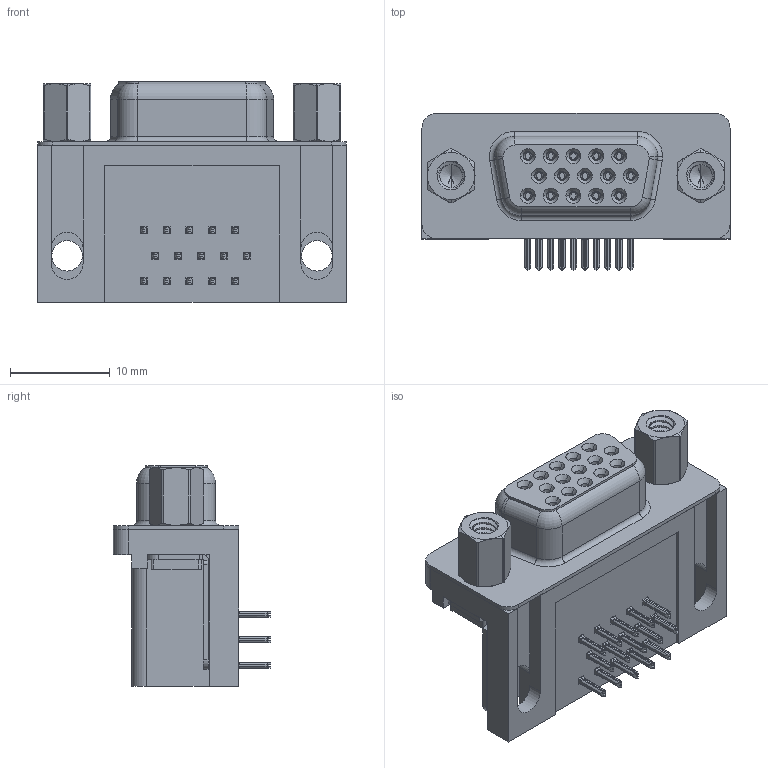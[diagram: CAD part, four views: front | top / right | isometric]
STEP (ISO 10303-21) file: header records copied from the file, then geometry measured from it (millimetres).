
FILE_DESCRIPTION (( 'STEP AP203' ), '1' );
FILE_NAME ('634-015-263-513.STEP', '2018-08-17T19:23:05', ( '' ), ( '' ), 'SwSTEP 2.0', 'SolidWorks 2016', '' );
FILE_SCHEMA (( 'CONFIG_CONTROL_DESIGN' ));
Length unit declared in the file: millimetre
Products named in the file (9): 634 Shell; Contact Bottom; Contact Middle; Contact Top; Thru Hole Board Mount; 4-40 Threaded Rivet; 4-40 Hex Standoff; 634-015-263-513; 634 Housing
Assembly tree (23 placements, depth 2):
  634-015-263-513
    634 Housing
    634 Shell
    Contact Bottom  x5
    Contact Middle  x5
    Contact Top  x5
    Thru Hole Board Mount  x2
    4-40 Threaded Rivet  x2
    4-40 Hex Standoff  x2
Bounding box: 30.89 x 15.73 x 22.1 mm (x, y, z)
Volume: 4753.8 mm3; surface area: 6942.1 mm2
Topology: 23 solids, 23 shells, 2539 faces, 6684 edges, 4208 vertices
Faces by surface type: plane 1086, cylinder 663, bspline 538, cone 214, torus 38
Entity records: 36048 total; most frequent: CARTESIAN_POINT 14266, ORIENTED_EDGE 4532, DIRECTION 3809, EDGE_CURVE 2266, VERTEX_POINT 1442, LINE 1317, VECTOR 1317, AXIS2_PLACEMENT_3D 1246
